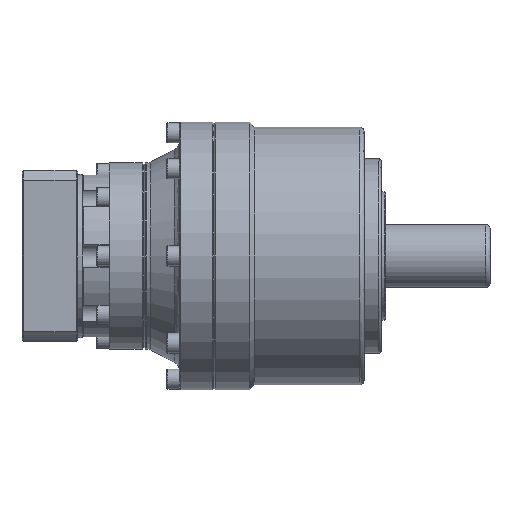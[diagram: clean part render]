
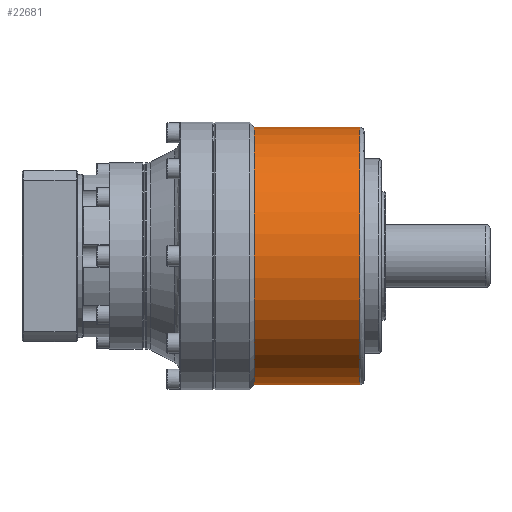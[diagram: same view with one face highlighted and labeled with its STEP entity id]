
A CAD part, front view. The second image highlights one B-rep face of the part: STEP entity #22681.
In plain terms, the highlighted cylindrical face has radius 45 mm (diameter 90 mm), a partial arc.
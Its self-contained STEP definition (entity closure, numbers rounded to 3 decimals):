
#2192 = DIRECTION ( 'NONE',  ( 0., 0., 1. ) ) ;
#2698 = DIRECTION ( 'NONE',  ( -1., 0., 0. ) ) ;
#6216 = CARTESIAN_POINT ( 'NONE',  ( -44., 0., -45. ) ) ;
#7517 = FACE_OUTER_BOUND ( 'NONE', #24248, .T. ) ;
#9164 = AXIS2_PLACEMENT_3D ( 'NONE', #17465, #9874, #2192 ) ;
#9874 = DIRECTION ( 'NONE',  ( -1., 0., 0. ) ) ;
#10170 = LINE ( 'NONE', #6216, #22784 ) ;
#10204 = CARTESIAN_POINT ( 'NONE',  ( -82.409, 0., 0. ) ) ;
#11388 = LINE ( 'NONE', #18066, #18068 ) ;
#12874 = DIRECTION ( 'NONE',  ( 0., 0., 1. ) ) ;
#13415 = CARTESIAN_POINT ( 'NONE',  ( -82.409, 0., -45. ) ) ;
#14075 = CARTESIAN_POINT ( 'NONE',  ( -82.409, 0., 45. ) ) ;
#14454 = VERTEX_POINT ( 'NONE', #14075 ) ;
#14677 = EDGE_CURVE ( 'NONE', #14454, #22932, #31075, .T. ) ;
#14769 = CARTESIAN_POINT ( 'NONE',  ( -45.5, 0., 0. ) ) ;
#17278 = DIRECTION ( 'NONE',  ( 0., 0., 1. ) ) ;
#17465 = CARTESIAN_POINT ( 'NONE',  ( -44., 0., 0. ) ) ;
#17959 = ORIENTED_EDGE ( 'NONE', *, *, #14677, .T. ) ;
#18066 = CARTESIAN_POINT ( 'NONE',  ( -44., 0., 45. ) ) ;
#18068 = VECTOR ( 'NONE', #2698, 1000. ) ;
#18429 = EDGE_CURVE ( 'NONE', #32242, #30159, #24823, .T. ) ;
#18737 = ORIENTED_EDGE ( 'NONE', *, *, #18429, .T. ) ;
#20221 = CARTESIAN_POINT ( 'NONE',  ( -45.5, 0., -45. ) ) ;
#20704 = AXIS2_PLACEMENT_3D ( 'NONE', #14769, #31937, #17278 ) ;
#20876 = AXIS2_PLACEMENT_3D ( 'NONE', #10204, #27603, #12874 ) ;
#21180 = EDGE_CURVE ( 'NONE', #32242, #22932, #10170, .T. ) ;
#21521 = EDGE_CURVE ( 'NONE', #30159, #14454, #11388, .T. ) ;
#22211 = CYLINDRICAL_SURFACE ( 'NONE', #9164, 45. ) ;
#22681 = ADVANCED_FACE ( 'NONE', ( #7517 ), #22211, .T. ) ;
#22784 = VECTOR ( 'NONE', #28906, 1000. ) ;
#22932 = VERTEX_POINT ( 'NONE', #13415 ) ;
#24248 = EDGE_LOOP ( 'NONE', ( #30292, #18737, #26522, #17959 ) ) ;
#24662 = CARTESIAN_POINT ( 'NONE',  ( -45.5, 0., 45. ) ) ;
#24823 = CIRCLE ( 'NONE', #20704, 45. ) ;
#26522 = ORIENTED_EDGE ( 'NONE', *, *, #21521, .T. ) ;
#27603 = DIRECTION ( 'NONE',  ( 1., 0., 0. ) ) ;
#28906 = DIRECTION ( 'NONE',  ( -1., 0., 0. ) ) ;
#30159 = VERTEX_POINT ( 'NONE', #24662 ) ;
#30292 = ORIENTED_EDGE ( 'NONE', *, *, #21180, .F. ) ;
#31075 = CIRCLE ( 'NONE', #20876, 45. ) ;
#31937 = DIRECTION ( 'NONE',  ( -1., 0., 0. ) ) ;
#32242 = VERTEX_POINT ( 'NONE', #20221 ) ;
